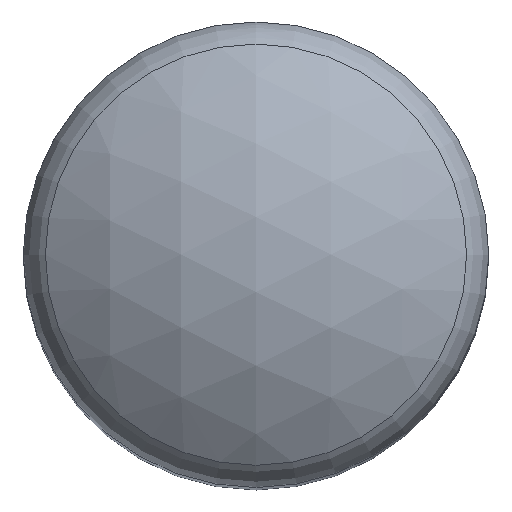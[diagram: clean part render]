
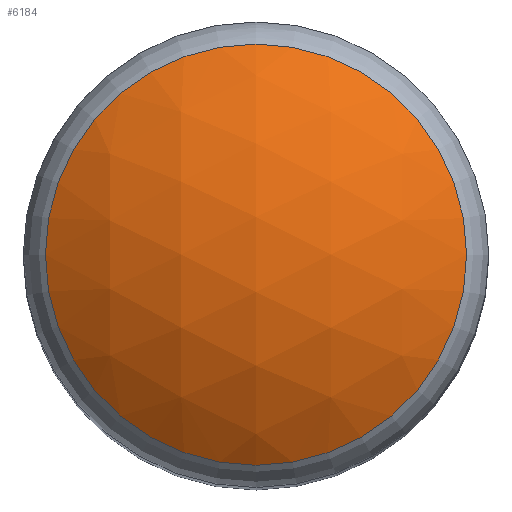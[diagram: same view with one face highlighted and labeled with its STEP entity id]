
A CAD part, top view. The second image highlights one B-rep face of the part: STEP entity #6184.
In plain terms, the highlighted spherical face has radius 9.525 mm.
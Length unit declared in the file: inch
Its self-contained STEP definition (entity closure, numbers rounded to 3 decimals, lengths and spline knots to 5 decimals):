
#15=SPHERICAL_SURFACE('',#6498,0.375);
#724=FACE_OUTER_BOUND('',#1099,.T.);
#1099=EDGE_LOOP('',(#5759));
#1226=CIRCLE('',#6497,0.22619);
#3012=VERTEX_POINT('',#13988);
#3931=EDGE_CURVE('',#3012,#3012,#1226,.T.);
#5759=ORIENTED_EDGE('',*,*,#3931,.F.);
#6184=ADVANCED_FACE('',(#724),#15,.T.);
#6497=AXIS2_PLACEMENT_3D('',#13989,#7523,#7524);
#6498=AXIS2_PLACEMENT_3D('',#13990,#7525,#7526);
#7523=DIRECTION('center_axis',(0.,0.,-1.));
#7524=DIRECTION('ref_axis',(0.,-1.,0.));
#7525=DIRECTION('center_axis',(-1.,0.,0.));
#7526=DIRECTION('ref_axis',(0.,0.,1.));
#13988=CARTESIAN_POINT('',(0.,0.22619,1.5491));
#13989=CARTESIAN_POINT('Origin',(0.,0.,1.5491));
#13990=CARTESIAN_POINT('Origin',(0.,0.,1.25));
